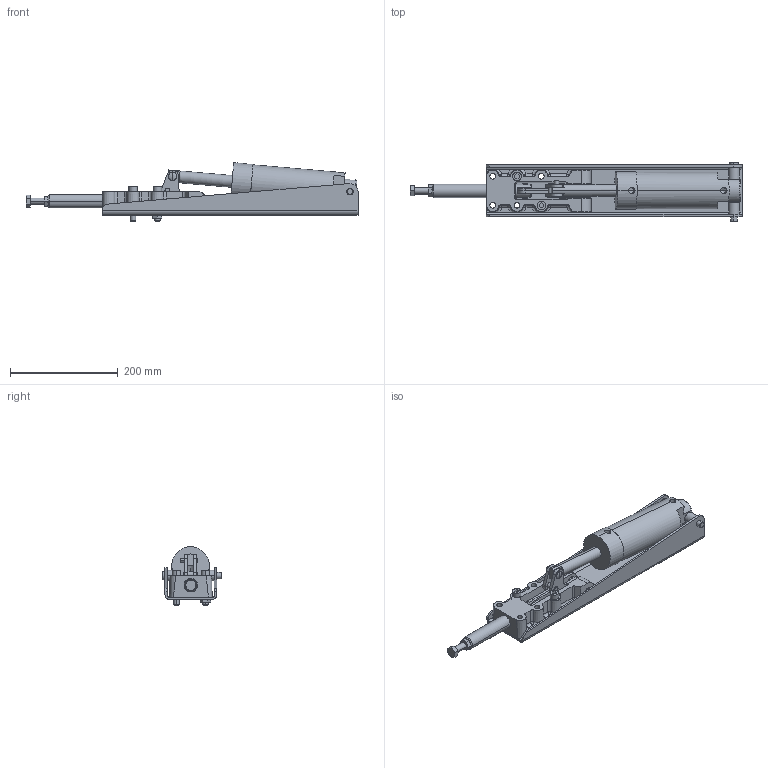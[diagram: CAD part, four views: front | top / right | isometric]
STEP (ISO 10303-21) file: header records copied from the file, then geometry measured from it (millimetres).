
FILE_DESCRIPTION (( 'STEP AP203' ), '1' );
FILE_NAME ('P2500X.STEP', '2016-11-24T14:50:41', ( '' ), ( '' ), 'SwSTEP 2.0', 'SolidWorks 2016', '' );
FILE_SCHEMA (( 'CONFIG_CONTROL_DESIGN' ));
Length unit declared in the file: millimetre
Products named in the file (1): P2500X
Bounding box: 616.45 x 110.5 x 108.79 mm (x, y, z)
Volume: 1569300.7 mm3; surface area: 378931.7 mm2
Topology: 26 solids, 26 shells, 520 faces, 1281 edges, 813 vertices
Faces by surface type: cylinder 207, plane 179, cone 94, bspline 40
Entity records: 17774 total; most frequent: CARTESIAN_POINT 5396, DIRECTION 2598, ORIENTED_EDGE 2534, EDGE_CURVE 1267, AXIS2_PLACEMENT_3D 1037, VERTEX_POINT 813, EDGE_LOOP 618, CIRCLE 556
